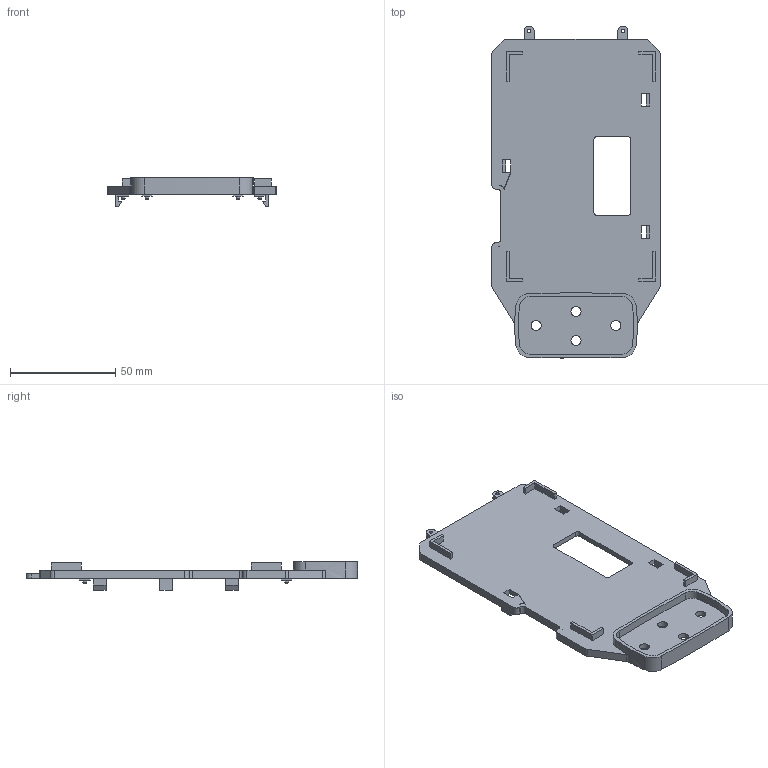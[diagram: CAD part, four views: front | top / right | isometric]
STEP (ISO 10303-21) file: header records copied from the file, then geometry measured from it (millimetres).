
FILE_DESCRIPTION(/* description */ (''),/* implementation_level */ '2;1');
FILE_NAME(/* name */ '410154-1_ASSY_DISP_PMAX4.stp',/* time_stamp */ '2019-05-28T14:05:57-06:00',/* author */ ('rlmur_000'),/* organization */ (''),/* preprocessor_version */ 'ST-DEVELOPER v17',/* originating_system */ 'Autodesk Inventor 2019',/* authorisation */ '');
FILE_SCHEMA (('AUTOMOTIVE_DESIGN { 1 0 10303 214 3 1 1 }'));
Length unit declared in the file: inch
Products named in the file (1): 410154-1_ASSY_DISP_PMAX4
Bounding box: 79.81 x 157.49 x 13.65 mm (x, y, z)
Volume: 28944.4 mm3; surface area: 27084.9 mm2
Topology: 8 solids, 8 shells, 386 faces, 996 edges, 603 vertices
Faces by surface type: cylinder 166, plane 164, sphere 32, torus 20, bspline 4
Full cylindrical faces by diameter (mm): 1.587 x2, 1.829 x4, 4.762 x4
Entity records: 11660 total; most frequent: DIRECTION 2117, CARTESIAN_POINT 2058, ORIENTED_EDGE 1928, EDGE_CURVE 964, AXIS2_PLACEMENT_3D 770, VERTEX_POINT 603, LINE 577, VECTOR 577
